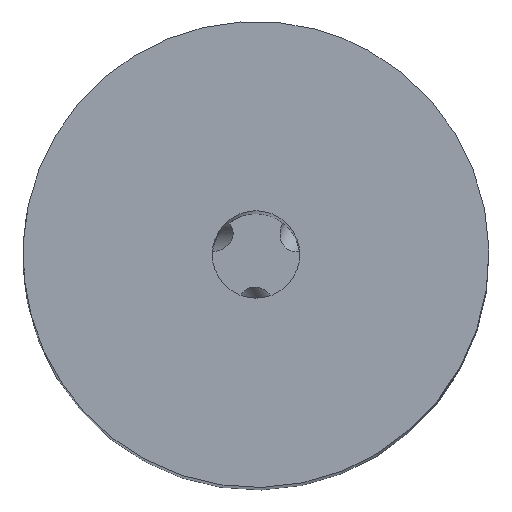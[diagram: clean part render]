
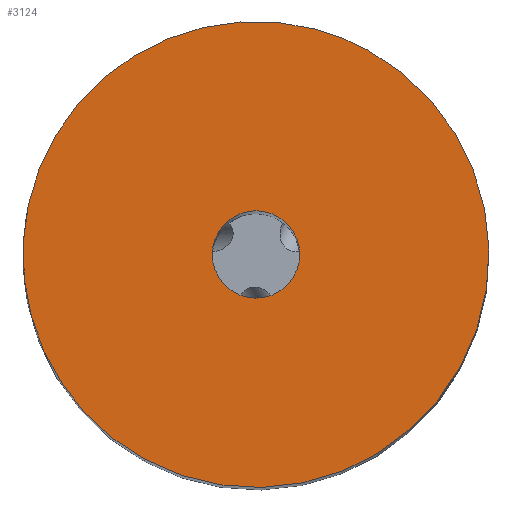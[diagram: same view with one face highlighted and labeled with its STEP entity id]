
A CAD part, top view. The second image highlights one B-rep face of the part: STEP entity #3124.
In plain terms, the highlighted planar face has unit normal (0, 0, 1).
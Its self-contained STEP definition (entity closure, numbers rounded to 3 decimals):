
#2927=CARTESIAN_POINT('',(7.671,14.041,150.));
#2928=VERTEX_POINT('',#2927);
#2935=CARTESIAN_POINT('',(-7.671,-14.041,150.));
#2936=VERTEX_POINT('',#2935);
#2937=CARTESIAN_POINT('',(0.,0.,150.));
#2938=DIRECTION('',(-0.,-0.,-1.));
#2939=DIRECTION('',(1.,0.,-0.));
#2940=AXIS2_PLACEMENT_3D('',#2937,#2938,#2939);
#2941=CIRCLE('',#2940,16.);
#2942=EDGE_CURVE('',#2928,#2936,#2941,.T.);
#2960=CARTESIAN_POINT('',(-7.671,-14.041,150.));
#2961=CARTESIAN_POINT('',(-9.876,-12.836,150.));
#2962=CARTESIAN_POINT('',(-11.845,-11.198,150.));
#2963=CARTESIAN_POINT('',(-13.464,-9.189,150.));
#2964=CARTESIAN_POINT('',(-15.826,-4.644,150.));
#2965=CARTESIAN_POINT('',(-16.294,0.458,150.));
#2966=CARTESIAN_POINT('',(-16.018,3.023,150.));
#2967=CARTESIAN_POINT('',(-14.474,7.907,150.));
#2968=CARTESIAN_POINT('',(-11.198,11.845,150.));
#2969=CARTESIAN_POINT('',(-9.189,13.464,150.));
#2970=CARTESIAN_POINT('',(-4.644,15.826,150.));
#2971=CARTESIAN_POINT('',(0.458,16.294,150.));
#2972=CARTESIAN_POINT('',(3.023,16.018,150.));
#2973=CARTESIAN_POINT('',(5.465,15.246,150.));
#2974=CARTESIAN_POINT('',(7.671,14.041,150.));
#2975=B_SPLINE_CURVE_WITH_KNOTS('',5,(#2960,#2961,#2962,#2963,#2964,#2965,#2966,#2967,#2968,#2969,#2970,#2971,#2972,#2973,#2974),.UNSPECIFIED.,.F.,.F.,(6,3,3,3,6),(-25.133,-12.566,-0.,12.566,25.133),.UNSPECIFIED.);
#2976=EDGE_CURVE('',#2936,#2928,#2975,.T.);
#2989=CARTESIAN_POINT('',(3.,0.,150.));
#2990=VERTEX_POINT('',#2989);
#2997=CARTESIAN_POINT('',(-3.,-0.,150.));
#2998=VERTEX_POINT('',#2997);
#2999=CARTESIAN_POINT('',(0.,0.,150.));
#3000=DIRECTION('',(0.,0.,1.));
#3001=DIRECTION('',(1.,0.,-0.));
#3002=AXIS2_PLACEMENT_3D('',#2999,#3000,#3001);
#3003=CIRCLE('',#3002,3.);
#3004=EDGE_CURVE('',#2990,#2998,#3003,.T.);
#3096=CARTESIAN_POINT('',(0.,0.,150.));
#3097=DIRECTION('',(0.,0.,1.));
#3098=DIRECTION('',(1.,0.,-0.));
#3099=AXIS2_PLACEMENT_3D('',#3096,#3097,#3098);
#3100=CIRCLE('',#3099,3.);
#3101=EDGE_CURVE('',#2998,#2990,#3100,.T.);
#3111=CARTESIAN_POINT('',(0.,-16.,150.));
#3112=DIRECTION('',(-0.,0.,-1.));
#3113=DIRECTION('',(0.,1.,0.));
#3114=AXIS2_PLACEMENT_3D('',#3111,#3112,#3113);
#3115=PLANE('',#3114);
#3116=ORIENTED_EDGE('',*,*,#2976,.F.);
#3117=ORIENTED_EDGE('',*,*,#2942,.F.);
#3118=EDGE_LOOP('',(#3116,#3117));
#3119=FACE_BOUND('',#3118,.T.);
#3120=ORIENTED_EDGE('',*,*,#3101,.F.);
#3121=ORIENTED_EDGE('',*,*,#3004,.F.);
#3122=EDGE_LOOP('',(#3120,#3121));
#3123=FACE_BOUND('',#3122,.T.);
#3124=ADVANCED_FACE('NOCUT',(#3119,#3123),#3115,.F.);
